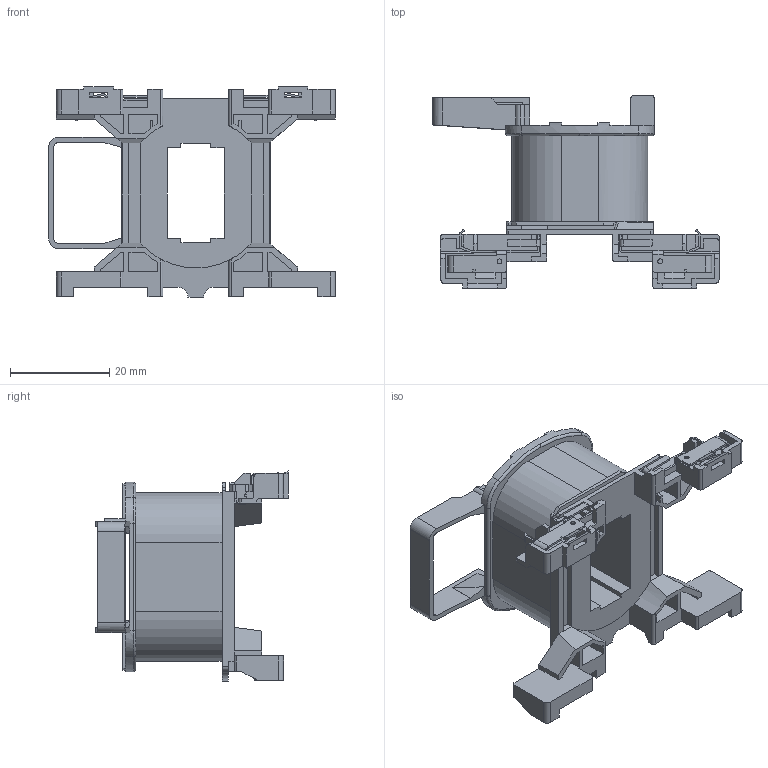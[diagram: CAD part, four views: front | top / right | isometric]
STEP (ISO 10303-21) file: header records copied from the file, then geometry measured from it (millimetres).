
FILE_DESCRIPTION (( 'STEP AP203' ), '1' );
FILE_NAME ('BLXD1FC5.STEP', '2016-01-20T04:54:31', ( '' ), ( '' ), 'SwSTEP 2.0', 'SolidWorks 2013', '' );
FILE_SCHEMA (( 'CONFIG_CONTROL_DESIGN' ));
Length unit declared in the file: millimetre
Products named in the file (1): BLXD1FC5
Bounding box: 57.75 x 38.9 x 42.4 mm (x, y, z)
Volume: 16751.8 mm3; surface area: 11422.6 mm2
Topology: 1 solids, 1 shells, 577 faces, 1665 edges, 1093 vertices
Faces by surface type: plane 440, cylinder 127, torus 9, bspline 1
Entity records: 18884 total; most frequent: CARTESIAN_POINT 3428, ORIENTED_EDGE 3330, DIRECTION 3074, EDGE_CURVE 1665, VECTOR 1372, LINE 1372, VERTEX_POINT 1093, AXIS2_PLACEMENT_3D 851
